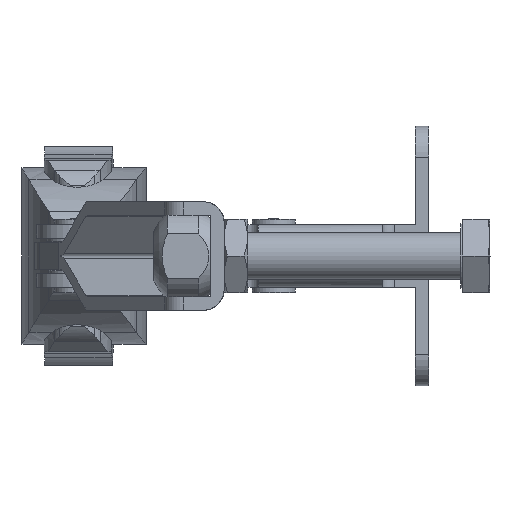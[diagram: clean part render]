
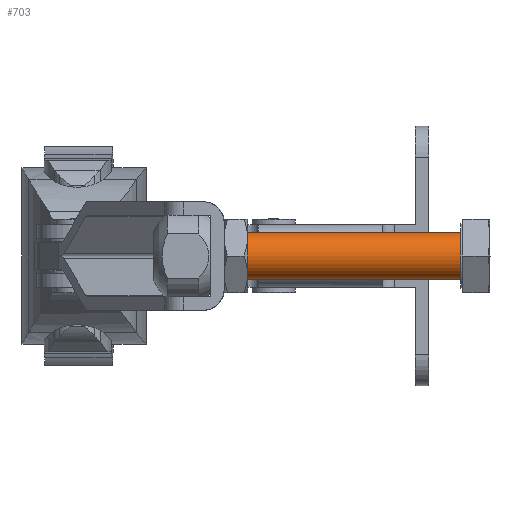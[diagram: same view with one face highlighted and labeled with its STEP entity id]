
A CAD part, left-side view. The second image highlights one B-rep face of the part: STEP entity #703.
In plain terms, the highlighted cylindrical face has radius 6 mm (diameter 12 mm), a full revolution.
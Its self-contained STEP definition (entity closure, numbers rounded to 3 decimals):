
#703 = ADVANCED_FACE( '', ( #1533, #1534 ), #1535, .T. );
#1533 = FACE_OUTER_BOUND( '', #2719, .T. );
#1534 = FACE_OUTER_BOUND( '', #2720, .T. );
#1535 = CYLINDRICAL_SURFACE( '', #2721, 6. );
#2719 = EDGE_LOOP( '', ( #3893 ) );
#2720 = EDGE_LOOP( '', ( #3894 ) );
#2721 = AXIS2_PLACEMENT_3D( '', #3895, #3896, #3897 );
#3893 = ORIENTED_EDGE( '', *, *, #7114, .F. );
#3894 = ORIENTED_EDGE( '', *, *, #7115, .T. );
#3895 = CARTESIAN_POINT( '', ( 0., 70., 0. ) );
#3896 = DIRECTION( '', ( 0., -1., 0. ) );
#3897 = DIRECTION( '', ( 0., 0., 1. ) );
#7114 = EDGE_CURVE( '', #8368, #8368, #8369, .T. );
#7115 = EDGE_CURVE( '', #8370, #8370, #8371, .T. );
#8368 = VERTEX_POINT( '', #10227 );
#8369 = CIRCLE( '', #10228, 6. );
#8370 = VERTEX_POINT( '', #10229 );
#8371 = CIRCLE( '', #10230, 6. );
#10227 = CARTESIAN_POINT( '', ( 0., 68.927, 6. ) );
#10228 = AXIS2_PLACEMENT_3D( '', #13413, #13414, #13415 );
#10229 = CARTESIAN_POINT( '', ( 0., 0., 6. ) );
#10230 = AXIS2_PLACEMENT_3D( '', #13416, #13417, #13418 );
#13413 = CARTESIAN_POINT( '', ( 0., 68.927, 0. ) );
#13414 = DIRECTION( '', ( 0., 1., 0. ) );
#13415 = DIRECTION( '', ( 0., 0., 1. ) );
#13416 = CARTESIAN_POINT( '', ( 0., 0., 0. ) );
#13417 = DIRECTION( '', ( 0., 1., 0. ) );
#13418 = DIRECTION( '', ( 0., 0., 1. ) );
